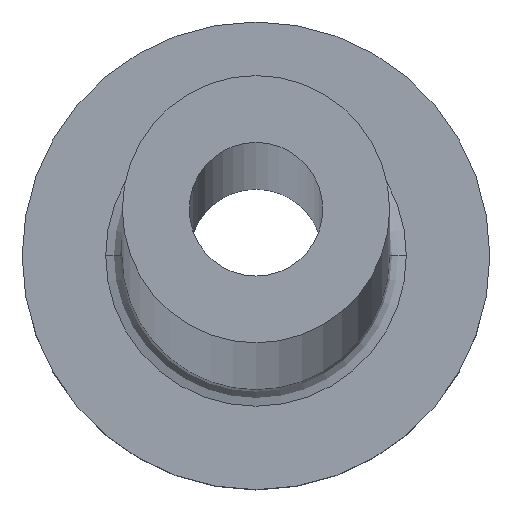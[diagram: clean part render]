
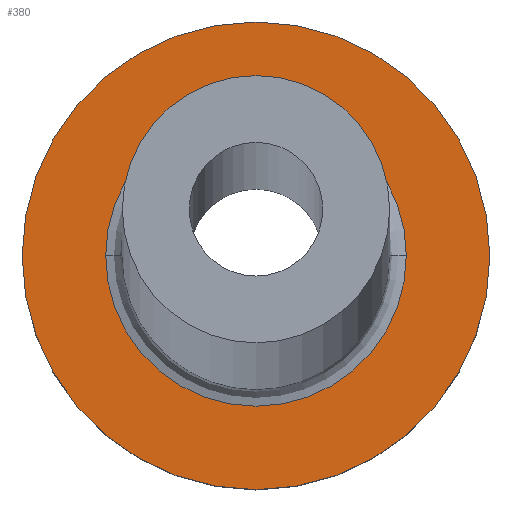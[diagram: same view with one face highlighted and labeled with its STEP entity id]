
A CAD part, top view. The second image highlights one B-rep face of the part: STEP entity #380.
In plain terms, the highlighted planar face has unit normal (0, 0, 1).
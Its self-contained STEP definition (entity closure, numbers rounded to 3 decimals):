
#3 = VERTEX_POINT ( 'NONE', #166 ) ;
#4 = AXIS2_PLACEMENT_3D ( 'NONE', #126, #348, #153 ) ;
#26 = CARTESIAN_POINT ( 'NONE',  ( 4.5, 0., 5. ) ) ;
#33 = EDGE_CURVE ( 'NONE', #3, #219, #122, .T. ) ;
#42 = ORIENTED_EDGE ( 'NONE', *, *, #33, .T. ) ;
#52 = FACE_BOUND ( 'NONE', #364, .T. ) ;
#58 = DIRECTION ( 'NONE',  ( 0., 0., -1. ) ) ;
#79 = PLANE ( 'NONE',  #114 ) ;
#94 = AXIS2_PLACEMENT_3D ( 'NONE', #342, #315, #313 ) ;
#102 = CARTESIAN_POINT ( 'NONE',  ( 0., 0., 5. ) ) ;
#104 = CARTESIAN_POINT ( 'NONE',  ( -7., 0., 5. ) ) ;
#114 = AXIS2_PLACEMENT_3D ( 'NONE', #232, #373, #169 ) ;
#122 = CIRCLE ( 'NONE', #94, 4.5 ) ;
#125 = ORIENTED_EDGE ( 'NONE', *, *, #220, .T. ) ;
#126 = CARTESIAN_POINT ( 'NONE',  ( 0., 0., 5. ) ) ;
#144 = CIRCLE ( 'NONE', #173, 4.5 ) ;
#153 = DIRECTION ( 'NONE',  ( 1., 0., 0. ) ) ;
#161 = DIRECTION ( 'NONE',  ( 0., 0., 1. ) ) ;
#166 = CARTESIAN_POINT ( 'NONE',  ( -4.5, 0., 5. ) ) ;
#168 = CIRCLE ( 'NONE', #379, 7. ) ;
#169 = DIRECTION ( 'NONE',  ( 1., 0., 0. ) ) ;
#172 = DIRECTION ( 'NONE',  ( 1., 0., 0. ) ) ;
#173 = AXIS2_PLACEMENT_3D ( 'NONE', #316, #58, #172 ) ;
#194 = EDGE_CURVE ( 'NONE', #219, #3, #144, .T. ) ;
#219 = VERTEX_POINT ( 'NONE', #26 ) ;
#220 = EDGE_CURVE ( 'NONE', #335, #351, #288, .T. ) ;
#232 = CARTESIAN_POINT ( 'NONE',  ( 0., 0., 5. ) ) ;
#243 = DIRECTION ( 'NONE',  ( 1., 0., 0. ) ) ;
#245 = EDGE_LOOP ( 'NONE', ( #274, #125 ) ) ;
#247 = ORIENTED_EDGE ( 'NONE', *, *, #194, .T. ) ;
#258 = FACE_OUTER_BOUND ( 'NONE', #245, .T. ) ;
#271 = EDGE_CURVE ( 'NONE', #351, #335, #168, .T. ) ;
#274 = ORIENTED_EDGE ( 'NONE', *, *, #271, .T. ) ;
#288 = CIRCLE ( 'NONE', #4, 7. ) ;
#313 = DIRECTION ( 'NONE',  ( 1., 0., 0. ) ) ;
#315 = DIRECTION ( 'NONE',  ( 0., 0., -1. ) ) ;
#316 = CARTESIAN_POINT ( 'NONE',  ( 0., 0., 5. ) ) ;
#335 = VERTEX_POINT ( 'NONE', #359 ) ;
#342 = CARTESIAN_POINT ( 'NONE',  ( 0., 0., 5. ) ) ;
#348 = DIRECTION ( 'NONE',  ( 0., 0., 1. ) ) ;
#351 = VERTEX_POINT ( 'NONE', #104 ) ;
#359 = CARTESIAN_POINT ( 'NONE',  ( 7., 0., 5. ) ) ;
#364 = EDGE_LOOP ( 'NONE', ( #247, #42 ) ) ;
#373 = DIRECTION ( 'NONE',  ( 0., 0., 1. ) ) ;
#379 = AXIS2_PLACEMENT_3D ( 'NONE', #102, #161, #243 ) ;
#380 = ADVANCED_FACE ( 'NONE', ( #52, #258 ), #79, .T. ) ;
